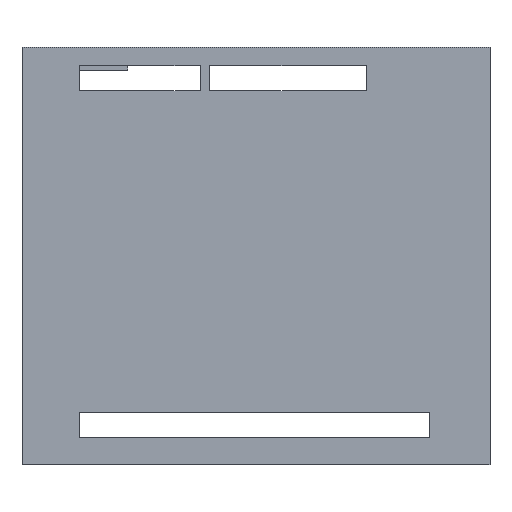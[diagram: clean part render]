
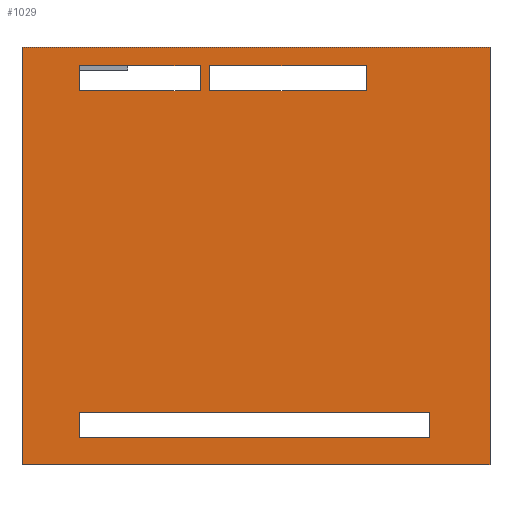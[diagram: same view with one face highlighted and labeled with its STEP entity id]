
A CAD part, front view. The second image highlights one B-rep face of the part: STEP entity #1029.
In plain terms, the highlighted planar face has unit normal (0, -1, 0).
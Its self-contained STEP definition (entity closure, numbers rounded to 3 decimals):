
#29 = CARTESIAN_POINT ( 'NONE',  ( -48.699, 0., -36.225 ) ) ;
#45 = EDGE_CURVE ( 'NONE', #1986, #3212, #2979, .T. ) ;
#147 = VERTEX_POINT ( 'NONE', #3256 ) ;
#185 = VECTOR ( 'NONE', #1940, 1000. ) ;
#187 = ORIENTED_EDGE ( 'NONE', *, *, #481, .F. ) ;
#221 = ORIENTED_EDGE ( 'NONE', *, *, #2897, .F. ) ;
#309 = EDGE_CURVE ( 'NONE', #1988, #2776, #2450, .T. ) ;
#312 = CARTESIAN_POINT ( 'NONE',  ( 16.301, 0., -36.225 ) ) ;
#346 = DIRECTION ( 'NONE',  ( 1., 0., 0. ) ) ;
#374 = CARTESIAN_POINT ( 'NONE',  ( -48.699, 0., -36.225 ) ) ;
#418 = EDGE_LOOP ( 'NONE', ( #523, #2790, #3350, #1696 ) ) ;
#459 = LINE ( 'NONE', #857, #3008 ) ;
#473 = CARTESIAN_POINT ( 'NONE',  ( 7.951, 0., -28.974 ) ) ;
#481 = EDGE_CURVE ( 'NONE', #147, #1663, #2140, .T. ) ;
#496 = VECTOR ( 'NONE', #2734, 1000. ) ;
#498 = CARTESIAN_POINT ( 'NONE',  ( -48.699, 0., 21.775 ) ) ;
#501 = CARTESIAN_POINT ( 'NONE',  ( 7.951, 0., -32.474 ) ) ;
#522 = DIRECTION ( 'NONE',  ( 0., 0., 1. ) ) ;
#523 = ORIENTED_EDGE ( 'NONE', *, *, #45, .F. ) ;
#525 = CARTESIAN_POINT ( 'NONE',  ( -22.649, 0., 19.227 ) ) ;
#552 = VERTEX_POINT ( 'NONE', #2094 ) ;
#566 = VECTOR ( 'NONE', #2721, 1000. ) ;
#589 = CARTESIAN_POINT ( 'NONE',  ( -23.949, 0., 19.227 ) ) ;
#594 = LINE ( 'NONE', #2219, #185 ) ;
#601 = DIRECTION ( 'NONE',  ( 0., 0., -1. ) ) ;
#617 = LINE ( 'NONE', #1337, #3293 ) ;
#636 = EDGE_CURVE ( 'NONE', #922, #2686, #891, .T. ) ;
#707 = CARTESIAN_POINT ( 'NONE',  ( -22.649, 0., 15.725 ) ) ;
#710 = LINE ( 'NONE', #3164, #2496 ) ;
#720 = CARTESIAN_POINT ( 'NONE',  ( -40.747, 0., 15.725 ) ) ;
#776 = DIRECTION ( 'NONE',  ( -1., 0., 0. ) ) ;
#787 = LINE ( 'NONE', #498, #1189 ) ;
#790 = VERTEX_POINT ( 'NONE', #473 ) ;
#798 = EDGE_LOOP ( 'NONE', ( #1910, #1598, #1497, #221 ) ) ;
#833 = FACE_BOUND ( 'NONE', #2880, .T. ) ;
#837 = EDGE_CURVE ( 'NONE', #1663, #2360, #2709, .T. ) ;
#840 = CARTESIAN_POINT ( 'NONE',  ( -23.949, 0., 15.725 ) ) ;
#857 = CARTESIAN_POINT ( 'NONE',  ( -22.649, 0., 15.725 ) ) ;
#891 = LINE ( 'NONE', #312, #566 ) ;
#919 = ORIENTED_EDGE ( 'NONE', *, *, #837, .F. ) ;
#922 = VERTEX_POINT ( 'NONE', #3396 ) ;
#978 = EDGE_CURVE ( 'NONE', #1462, #552, #710, .T. ) ;
#1029 = ADVANCED_FACE ( 'NONE', ( #1072, #1981, #833, #2408 ), #1355, .F. ) ;
#1058 = DIRECTION ( 'NONE',  ( 0., 0., -1. ) ) ;
#1072 = FACE_BOUND ( 'NONE', #418, .T. ) ;
#1148 = LINE ( 'NONE', #720, #1542 ) ;
#1153 = EDGE_CURVE ( 'NONE', #3212, #1988, #459, .T. ) ;
#1189 = VECTOR ( 'NONE', #776, 1000. ) ;
#1287 = CARTESIAN_POINT ( 'NONE',  ( -0.849, 0., 19.227 ) ) ;
#1337 = CARTESIAN_POINT ( 'NONE',  ( -48.699, 0., -36.225 ) ) ;
#1349 = DIRECTION ( 'NONE',  ( 0., 0., -1. ) ) ;
#1355 = PLANE ( 'NONE',  #2473 ) ;
#1377 = CARTESIAN_POINT ( 'NONE',  ( -48.699, 0., 21.775 ) ) ;
#1389 = CARTESIAN_POINT ( 'NONE',  ( -22.649, 0., 15.725 ) ) ;
#1409 = EDGE_CURVE ( 'NONE', #552, #2940, #1148, .T. ) ;
#1458 = DIRECTION ( 'NONE',  ( -1., 0., 0. ) ) ;
#1462 = VERTEX_POINT ( 'NONE', #2849 ) ;
#1497 = ORIENTED_EDGE ( 'NONE', *, *, #3209, .F. ) ;
#1506 = ORIENTED_EDGE ( 'NONE', *, *, #636, .T. ) ;
#1531 = EDGE_CURVE ( 'NONE', #2686, #1681, #787, .T. ) ;
#1542 = VECTOR ( 'NONE', #1768, 1000. ) ;
#1571 = EDGE_CURVE ( 'NONE', #790, #147, #2960, .T. ) ;
#1591 = CARTESIAN_POINT ( 'NONE',  ( -40.749, 0., -32.474 ) ) ;
#1598 = ORIENTED_EDGE ( 'NONE', *, *, #978, .F. ) ;
#1663 = VERTEX_POINT ( 'NONE', #3190 ) ;
#1680 = EDGE_CURVE ( 'NONE', #1681, #2372, #617, .T. ) ;
#1681 = VERTEX_POINT ( 'NONE', #1377 ) ;
#1696 = ORIENTED_EDGE ( 'NONE', *, *, #1153, .F. ) ;
#1716 = EDGE_CURVE ( 'NONE', #2372, #922, #3331, .T. ) ;
#1768 = DIRECTION ( 'NONE',  ( 1., 0., 0. ) ) ;
#1769 = DIRECTION ( 'NONE',  ( -1., 0., 0. ) ) ;
#1783 = CARTESIAN_POINT ( 'NONE',  ( -22.649, 0., 19.227 ) ) ;
#1871 = LINE ( 'NONE', #1959, #3227 ) ;
#1906 = LINE ( 'NONE', #1783, #2624 ) ;
#1910 = ORIENTED_EDGE ( 'NONE', *, *, #1409, .F. ) ;
#1940 = DIRECTION ( 'NONE',  ( 0., 0., 1. ) ) ;
#1959 = CARTESIAN_POINT ( 'NONE',  ( -40.747, 0., 19.227 ) ) ;
#1981 = FACE_BOUND ( 'NONE', #798, .T. ) ;
#1986 = VERTEX_POINT ( 'NONE', #525 ) ;
#1988 = VERTEX_POINT ( 'NONE', #2643 ) ;
#2010 = CARTESIAN_POINT ( 'NONE',  ( -40.749, 0., -32.474 ) ) ;
#2016 = VECTOR ( 'NONE', #1058, 1000. ) ;
#2029 = VERTEX_POINT ( 'NONE', #589 ) ;
#2057 = VECTOR ( 'NONE', #2099, 1000. ) ;
#2069 = VECTOR ( 'NONE', #3054, 1000. ) ;
#2083 = DIRECTION ( 'NONE',  ( 0., 1., 0. ) ) ;
#2090 = DIRECTION ( 'NONE',  ( 0., 0., -1. ) ) ;
#2094 = CARTESIAN_POINT ( 'NONE',  ( -40.747, 0., 15.725 ) ) ;
#2099 = DIRECTION ( 'NONE',  ( -1., 0., 0. ) ) ;
#2140 = LINE ( 'NONE', #1591, #2016 ) ;
#2219 = CARTESIAN_POINT ( 'NONE',  ( 7.951, 0., -32.474 ) ) ;
#2249 = VECTOR ( 'NONE', #601, 1000. ) ;
#2286 = ORIENTED_EDGE ( 'NONE', *, *, #1571, .F. ) ;
#2304 = CARTESIAN_POINT ( 'NONE',  ( -40.749, 0., -28.974 ) ) ;
#2357 = CARTESIAN_POINT ( 'NONE',  ( -23.949, 0., 15.725 ) ) ;
#2360 = VERTEX_POINT ( 'NONE', #501 ) ;
#2372 = VERTEX_POINT ( 'NONE', #29 ) ;
#2408 = FACE_OUTER_BOUND ( 'NONE', #2759, .T. ) ;
#2450 = LINE ( 'NONE', #2555, #2487 ) ;
#2465 = VECTOR ( 'NONE', #522, 1000. ) ;
#2473 = AXIS2_PLACEMENT_3D ( 'NONE', #2615, #2083, #3200 ) ;
#2487 = VECTOR ( 'NONE', #3069, 1000. ) ;
#2496 = VECTOR ( 'NONE', #2090, 1000. ) ;
#2555 = CARTESIAN_POINT ( 'NONE',  ( -0.849, 0., 15.725 ) ) ;
#2615 = CARTESIAN_POINT ( 'NONE',  ( 0., 0., 0. ) ) ;
#2624 = VECTOR ( 'NONE', #1769, 1000. ) ;
#2643 = CARTESIAN_POINT ( 'NONE',  ( -0.849, 0., 15.725 ) ) ;
#2686 = VERTEX_POINT ( 'NONE', #2726 ) ;
#2709 = LINE ( 'NONE', #2010, #2069 ) ;
#2721 = DIRECTION ( 'NONE',  ( 0., 0., 1. ) ) ;
#2726 = CARTESIAN_POINT ( 'NONE',  ( 16.301, 0., 21.775 ) ) ;
#2734 = DIRECTION ( 'NONE',  ( 1., 0., 0. ) ) ;
#2759 = EDGE_LOOP ( 'NONE', ( #2901, #3285, #1506, #3384 ) ) ;
#2776 = VERTEX_POINT ( 'NONE', #1287 ) ;
#2790 = ORIENTED_EDGE ( 'NONE', *, *, #3317, .F. ) ;
#2849 = CARTESIAN_POINT ( 'NONE',  ( -40.747, 0., 19.227 ) ) ;
#2880 = EDGE_LOOP ( 'NONE', ( #919, #187, #2286, #3358 ) ) ;
#2897 = EDGE_CURVE ( 'NONE', #2940, #2029, #3272, .T. ) ;
#2901 = ORIENTED_EDGE ( 'NONE', *, *, #1680, .T. ) ;
#2940 = VERTEX_POINT ( 'NONE', #840 ) ;
#2960 = LINE ( 'NONE', #2304, #2057 ) ;
#2979 = LINE ( 'NONE', #1389, #2249 ) ;
#3008 = VECTOR ( 'NONE', #346, 1000. ) ;
#3054 = DIRECTION ( 'NONE',  ( 1., 0., 0. ) ) ;
#3069 = DIRECTION ( 'NONE',  ( 0., 0., 1. ) ) ;
#3120 = EDGE_CURVE ( 'NONE', #2360, #790, #594, .T. ) ;
#3164 = CARTESIAN_POINT ( 'NONE',  ( -40.747, 0., 15.725 ) ) ;
#3190 = CARTESIAN_POINT ( 'NONE',  ( -40.749, 0., -32.474 ) ) ;
#3200 = DIRECTION ( 'NONE',  ( 0., 0., 1. ) ) ;
#3209 = EDGE_CURVE ( 'NONE', #2029, #1462, #1871, .T. ) ;
#3212 = VERTEX_POINT ( 'NONE', #707 ) ;
#3227 = VECTOR ( 'NONE', #1458, 1000. ) ;
#3256 = CARTESIAN_POINT ( 'NONE',  ( -40.749, 0., -28.974 ) ) ;
#3272 = LINE ( 'NONE', #2357, #2465 ) ;
#3285 = ORIENTED_EDGE ( 'NONE', *, *, #1716, .T. ) ;
#3293 = VECTOR ( 'NONE', #1349, 1000. ) ;
#3317 = EDGE_CURVE ( 'NONE', #2776, #1986, #1906, .T. ) ;
#3331 = LINE ( 'NONE', #374, #496 ) ;
#3350 = ORIENTED_EDGE ( 'NONE', *, *, #309, .F. ) ;
#3358 = ORIENTED_EDGE ( 'NONE', *, *, #3120, .F. ) ;
#3384 = ORIENTED_EDGE ( 'NONE', *, *, #1531, .T. ) ;
#3396 = CARTESIAN_POINT ( 'NONE',  ( 16.301, 0., -36.225 ) ) ;
